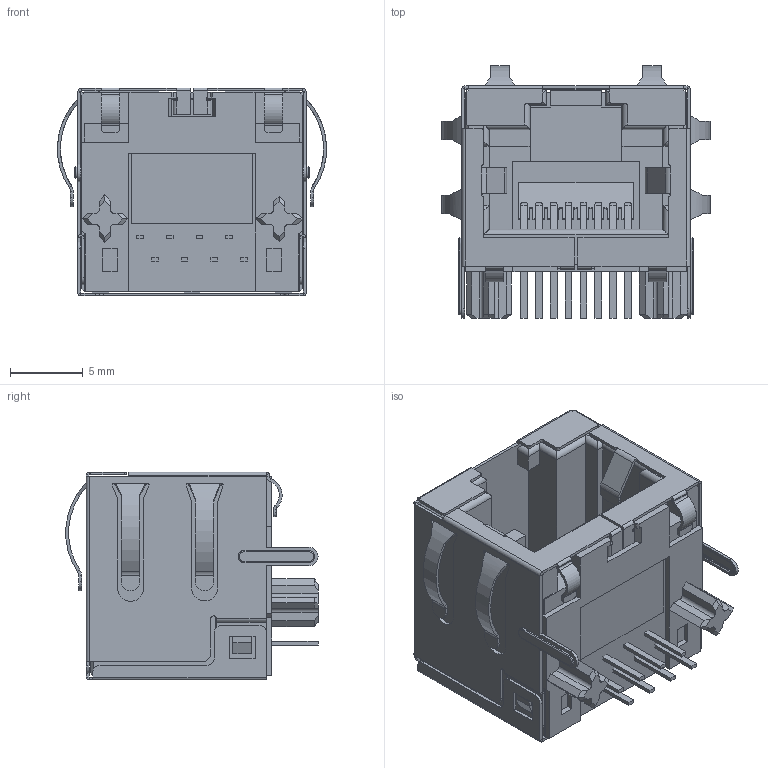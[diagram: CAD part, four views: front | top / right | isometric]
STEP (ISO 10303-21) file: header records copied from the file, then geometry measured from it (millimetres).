
FILE_DESCRIPTION((''),'2;1');
FILE_NAME('SS-60300-002_ASM','2014-06-12T',('tedm'),('Stewart Connectors'),'PRO/ENGINEER BY PARAMETRIC TECHNOLOGY CORPORATION, 2010020','PRO/ENGINEER BY PARAMETRIC TECHNOLOGY CORPORATION, 2010020','');
FILE_SCHEMA(('CONFIG_CONTROL_DESIGN'));
Length unit declared in the file: inch
Products named in the file (8): 0048M0001-07; CONTACT-PIN-BLOCK; 5303M0201-01_AF2; 5303M0201-02_AF2; 3206M0010-01_ASM; COMPFLEX15; 3200M0013-12_20140523; SS-60300-002_ASM
Assembly tree (7 placements, depth 3):
  SS-60300-002_ASM
    0048M0001-07
    3206M0010-01_ASM
      CONTACT-PIN-BLOCK
      5303M0201-01_AF2
      5303M0201-02_AF2
    COMPFLEX15
    3200M0013-12_20140523
Bounding box: 18.44 x 17.28 x 14.25 mm (x, y, z)
Volume: 1404.8 mm3; surface area: 3807.6 mm2
Topology: 20 solids, 20 shells, 1226 faces, 2963 edges, 1779 vertices
Faces by surface type: plane 878, cylinder 284, bspline 52, torus 12
Entity records: 36757 total; most frequent: CARTESIAN_POINT 8154, ORIENTED_EDGE 5926, DIRECTION 5741, EDGE_CURVE 2963, VECTOR 2329, LINE 2329, VERTEX_POINT 1779, AXIS2_PLACEMENT_3D 1706
